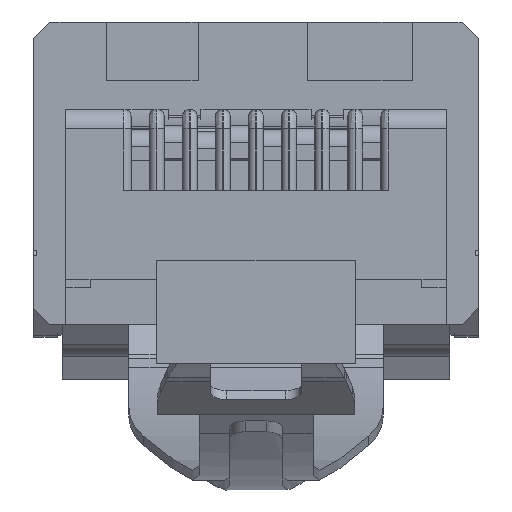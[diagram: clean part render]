
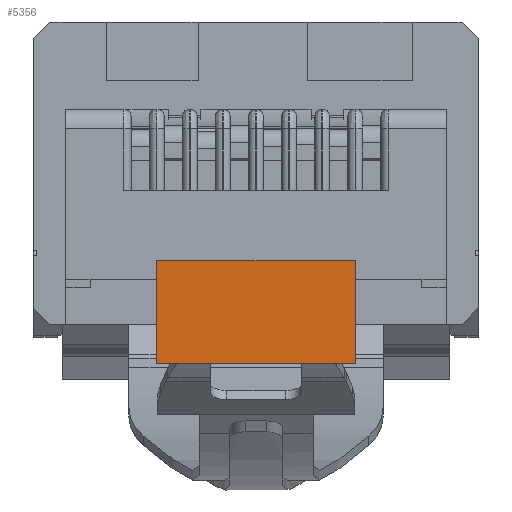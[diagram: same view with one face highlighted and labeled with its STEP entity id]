
A CAD part, front view. The second image highlights one B-rep face of the part: STEP entity #5356.
In plain terms, the highlighted planar face has unit normal (0, -1, 0).
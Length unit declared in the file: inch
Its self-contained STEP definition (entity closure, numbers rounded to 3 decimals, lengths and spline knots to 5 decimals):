
#1472 = ORIENTED_EDGE ( 'NONE', *, *, #6566, .T. ) ;
#1615 = ORIENTED_EDGE ( 'NONE', *, *, #10870, .T. ) ;
#2517 = CARTESIAN_POINT ( 'NONE',  ( 0.38868, 0., 0.2772 ) ) ;
#2537 = VERTEX_POINT ( 'NONE', #14226 ) ;
#2858 = VECTOR ( 'NONE', #19140, 39.37008 ) ;
#3079 = DIRECTION ( 'NONE',  ( 0., 0., 1. ) ) ;
#3180 = DIRECTION ( 'NONE',  ( -1., 0., 0. ) ) ;
#3701 = EDGE_CURVE ( 'NONE', #11278, #15801, #8232, .T. ) ;
#5036 = FACE_OUTER_BOUND ( 'NONE', #7737, .T. ) ;
#5356 = ADVANCED_FACE ( 'NONE', ( #5036 ), #11856, .T. ) ;
#6566 = EDGE_CURVE ( 'NONE', #14214, #2537, #11946, .T. ) ;
#7737 = EDGE_LOOP ( 'NONE', ( #1472, #22004, #13581, #1615 ) ) ;
#8232 = LINE ( 'NONE', #9901, #20848 ) ;
#8356 = CARTESIAN_POINT ( 'NONE',  ( 0.38868, 0., 0.15318 ) ) ;
#8411 = CARTESIAN_POINT ( 'NONE',  ( 0.2687, 0., 0.17917 ) ) ;
#9438 = CARTESIAN_POINT ( 'NONE',  ( 0.14872, 0., 0.15318 ) ) ;
#9901 = CARTESIAN_POINT ( 'NONE',  ( 0.2687, 0., 0.15318 ) ) ;
#10870 = EDGE_CURVE ( 'NONE', #11278, #14214, #19025, .T. ) ;
#11278 = VERTEX_POINT ( 'NONE', #8356 ) ;
#11856 = PLANE ( 'NONE',  #18190 ) ;
#11946 = LINE ( 'NONE', #13965, #13384 ) ;
#13384 = VECTOR ( 'NONE', #18776, 39.37008 ) ;
#13496 = CARTESIAN_POINT ( 'NONE',  ( 0.14872, 0., 0.1701 ) ) ;
#13581 = ORIENTED_EDGE ( 'NONE', *, *, #3701, .F. ) ;
#13965 = CARTESIAN_POINT ( 'NONE',  ( 0.2687, 0., 0.2772 ) ) ;
#14214 = VERTEX_POINT ( 'NONE', #2517 ) ;
#14226 = CARTESIAN_POINT ( 'NONE',  ( 0.14872, 0., 0.2772 ) ) ;
#14297 = EDGE_CURVE ( 'NONE', #15801, #2537, #21800, .T. ) ;
#15570 = CARTESIAN_POINT ( 'NONE',  ( 0.38868, 0., 0.17917 ) ) ;
#15801 = VERTEX_POINT ( 'NONE', #9438 ) ;
#17125 = DIRECTION ( 'NONE',  ( 0., 0., -1. ) ) ;
#18190 = AXIS2_PLACEMENT_3D ( 'NONE', #8411, #18690, #17125 ) ;
#18690 = DIRECTION ( 'NONE',  ( 0., -1., 0. ) ) ;
#18776 = DIRECTION ( 'NONE',  ( -1., 0., 0. ) ) ;
#19025 = LINE ( 'NONE', #15570, #2858 ) ;
#19140 = DIRECTION ( 'NONE',  ( 0., 0., 1. ) ) ;
#20848 = VECTOR ( 'NONE', #3180, 39.37008 ) ;
#21745 = VECTOR ( 'NONE', #3079, 39.37008 ) ;
#21800 = LINE ( 'NONE', #13496, #21745 ) ;
#22004 = ORIENTED_EDGE ( 'NONE', *, *, #14297, .F. ) ;
